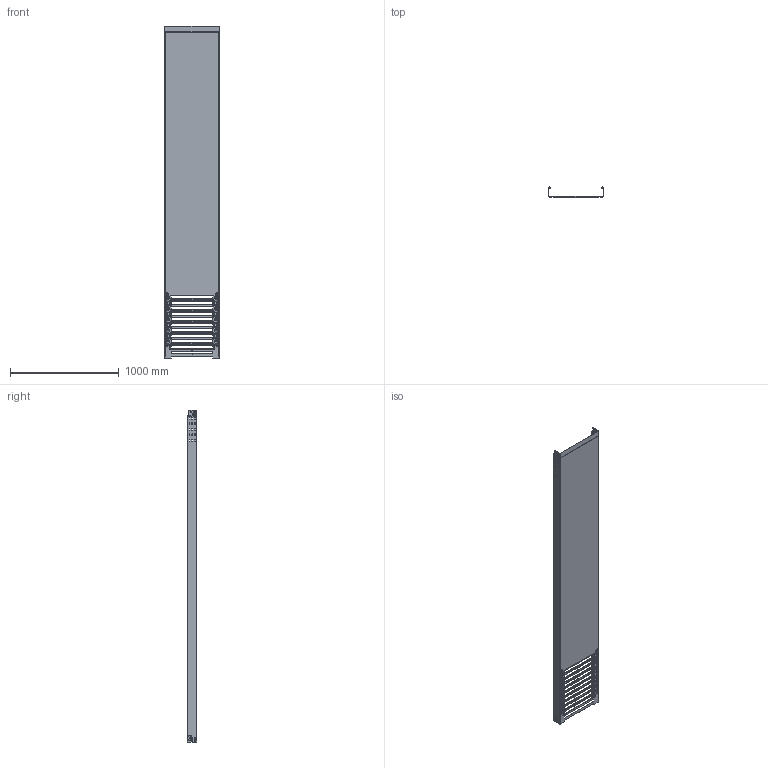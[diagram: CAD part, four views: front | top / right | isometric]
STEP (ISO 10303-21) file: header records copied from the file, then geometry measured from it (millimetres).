
FILE_DESCRIPTION (( 'STEP AP214' ), '1' );
FILE_NAME ('6059540.STEP', '2025-09-08T13:09:59', ( '' ), ( '' ), 'SwSTEP 2.0', 'SolidWorks 2024', '' );
FILE_SCHEMA (( 'AUTOMOTIVE_DESIGN' ));
Length unit declared in the file: millimetre
Products named in the file (1): 6059540
Bounding box: 504.5 x 88.5 x 3050 mm (x, y, z)
Volume: 2984299.5 mm3; surface area: 4018646.4 mm2
Topology: 1 solids, 1 shells, 2175 faces, 5607 edges, 3474 vertices
Faces by surface type: cylinder 882, plane 699, torus 384, cone 186, bspline 20, sphere 4
Entity records: 67298 total; most frequent: DIRECTION 12421, CARTESIAN_POINT 11999, ORIENTED_EDGE 11214, EDGE_CURVE 5607, AXIS2_PLACEMENT_3D 4712, VERTEX_POINT 3474, VECTOR 2997, LINE 2997
